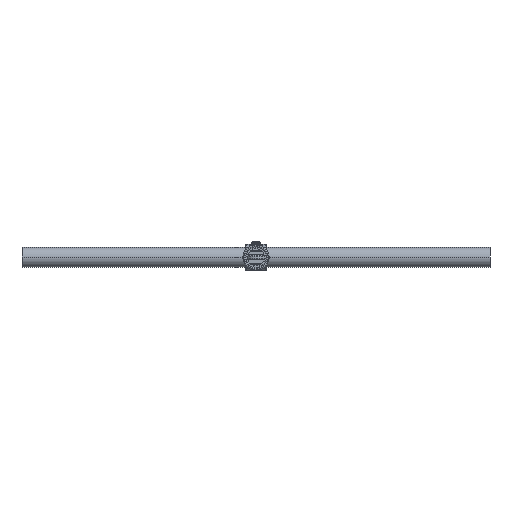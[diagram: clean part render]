
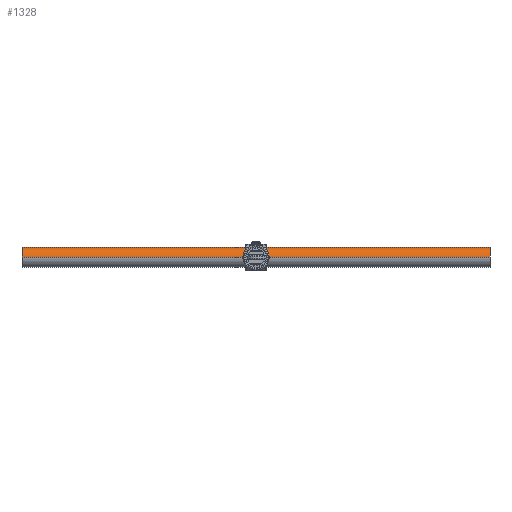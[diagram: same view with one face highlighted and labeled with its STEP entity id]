
A CAD part, left-side view. The second image highlights one B-rep face of the part: STEP entity #1328.
In plain terms, the highlighted cylindrical face has radius 21.5 mm (diameter 43 mm), a partial arc.
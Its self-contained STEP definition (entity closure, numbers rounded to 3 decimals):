
#41 = AXIS2_PLACEMENT_3D ( 'NONE', #4336, #4335, #4328 ) ;
#52 = AXIS2_PLACEMENT_3D ( 'NONE', #2052, #2022, #1991 ) ;
#405 = CARTESIAN_POINT ( 'NONE',  ( -21.5, 0., 1000. ) ) ;
#422 = VERTEX_POINT ( 'NONE', #4955 ) ;
#637 = EDGE_CURVE ( 'NONE', #6086, #4263, #4078, .T. ) ;
#1328 = ADVANCED_FACE ( 'NONE', ( #5186 ), #4986, .T. ) ;
#1630 = VERTEX_POINT ( 'NONE', #405 ) ;
#1677 = CARTESIAN_POINT ( 'NONE',  ( 0., 0., 1000. ) ) ;
#1902 = EDGE_LOOP ( 'NONE', ( #2227, #3006, #3203, #3574 ) ) ;
#1991 = DIRECTION ( 'NONE',  ( 1., 0., 0. ) ) ;
#2022 = DIRECTION ( 'NONE',  ( 0., 0., 1. ) ) ;
#2045 = EDGE_CURVE ( 'NONE', #422, #1630, #2481, .T. ) ;
#2052 = CARTESIAN_POINT ( 'NONE',  ( 0., 0., 1000. ) ) ;
#2195 = CARTESIAN_POINT ( 'NONE',  ( 21.5, 0., 0. ) ) ;
#2212 = CARTESIAN_POINT ( 'NONE',  ( -21.5, 0., 1000. ) ) ;
#2217 = DIRECTION ( 'NONE',  ( 0., 0., -1. ) ) ;
#2227 = ORIENTED_EDGE ( 'NONE', *, *, #2045, .F. ) ;
#2481 = CIRCLE ( 'NONE', #52, 21.5 ) ;
#2598 = DIRECTION ( 'NONE',  ( -1., 0., 0. ) ) ;
#2605 = DIRECTION ( 'NONE',  ( 0., 0., -1. ) ) ;
#2698 = DIRECTION ( 'NONE',  ( 0., 0., -1. ) ) ;
#2744 = CARTESIAN_POINT ( 'NONE',  ( 21.5, 0., 1000. ) ) ;
#2759 = CARTESIAN_POINT ( 'NONE',  ( -21.5, 0., 0. ) ) ;
#3006 = ORIENTED_EDGE ( 'NONE', *, *, #4267, .T. ) ;
#3203 = ORIENTED_EDGE ( 'NONE', *, *, #637, .T. ) ;
#3574 = ORIENTED_EDGE ( 'NONE', *, *, #4460, .F. ) ;
#4078 = CIRCLE ( 'NONE', #41, 21.5 ) ;
#4263 = VERTEX_POINT ( 'NONE', #2759 ) ;
#4267 = EDGE_CURVE ( 'NONE', #422, #6086, #6580, .T. ) ;
#4328 = DIRECTION ( 'NONE',  ( 1., 0., 0. ) ) ;
#4335 = DIRECTION ( 'NONE',  ( 0., 0., 1. ) ) ;
#4336 = CARTESIAN_POINT ( 'NONE',  ( 0., 0., 0. ) ) ;
#4460 = EDGE_CURVE ( 'NONE', #1630, #4263, #6054, .T. ) ;
#4955 = CARTESIAN_POINT ( 'NONE',  ( 21.5, 0., 1000. ) ) ;
#4986 = CYLINDRICAL_SURFACE ( 'NONE', #7045, 21.5 ) ;
#5186 = FACE_OUTER_BOUND ( 'NONE', #1902, .T. ) ;
#5856 = VECTOR ( 'NONE', #2217, 1000. ) ;
#6054 = LINE ( 'NONE', #2212, #5856 ) ;
#6086 = VERTEX_POINT ( 'NONE', #2195 ) ;
#6568 = VECTOR ( 'NONE', #2698, 1000. ) ;
#6580 = LINE ( 'NONE', #2744, #6568 ) ;
#7045 = AXIS2_PLACEMENT_3D ( 'NONE', #1677, #2605, #2598 ) ;
